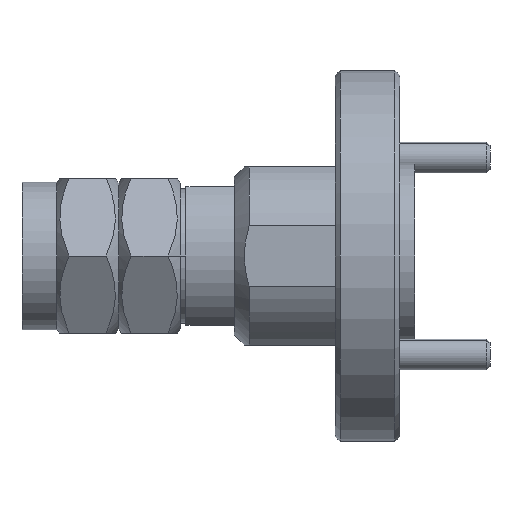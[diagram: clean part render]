
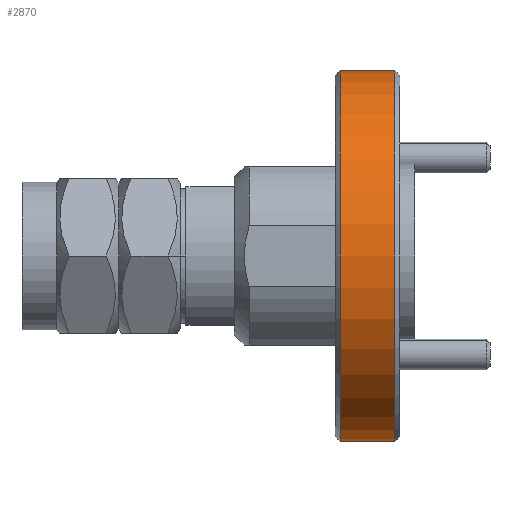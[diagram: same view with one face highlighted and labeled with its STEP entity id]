
A CAD part, front view. The second image highlights one B-rep face of the part: STEP entity #2870.
In plain terms, the highlighted cylindrical face has radius 9.525 mm (diameter 19.05 mm), a partial arc.
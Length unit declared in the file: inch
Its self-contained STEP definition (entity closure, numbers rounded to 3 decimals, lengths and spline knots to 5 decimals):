
#26 = VERTEX_POINT ( 'NONE', #2765 ) ;
#87 = DIRECTION ( 'NONE',  ( -1., 0., 0. ) ) ;
#106 = ORIENTED_EDGE ( 'NONE', *, *, #1842, .T. ) ;
#166 = CARTESIAN_POINT ( 'NONE',  ( 0.01, 0., 0. ) ) ;
#235 = VECTOR ( 'NONE', #87, 39.37008 ) ;
#247 = ORIENTED_EDGE ( 'NONE', *, *, #613, .T. ) ;
#296 = CARTESIAN_POINT ( 'NONE',  ( 0.12, 0., 0. ) ) ;
#341 = EDGE_CURVE ( 'NONE', #3254, #1410, #766, .T. ) ;
#391 = DIRECTION ( 'NONE',  ( -1., 0., 0. ) ) ;
#575 = CARTESIAN_POINT ( 'NONE',  ( 0.01, 0., 0.375 ) ) ;
#612 = CARTESIAN_POINT ( 'NONE',  ( -0.69298, 0., -0.375 ) ) ;
#613 = EDGE_CURVE ( 'NONE', #3254, #26, #3408, .T. ) ;
#685 = DIRECTION ( 'NONE',  ( 0., 0., 1. ) ) ;
#766 = LINE ( 'NONE', #612, #1801 ) ;
#1022 = DIRECTION ( 'NONE',  ( -1., 0., 0. ) ) ;
#1174 = CARTESIAN_POINT ( 'NONE',  ( 0.12, 0., -0.375 ) ) ;
#1205 = ORIENTED_EDGE ( 'NONE', *, *, #1305, .F. ) ;
#1305 = EDGE_CURVE ( 'NONE', #1410, #2633, #3293, .T. ) ;
#1410 = VERTEX_POINT ( 'NONE', #1693 ) ;
#1693 = CARTESIAN_POINT ( 'NONE',  ( 0.01, 0., -0.375 ) ) ;
#1773 = AXIS2_PLACEMENT_3D ( 'NONE', #166, #1022, #3486 ) ;
#1795 = DIRECTION ( 'NONE',  ( -1., 0., 0. ) ) ;
#1801 = VECTOR ( 'NONE', #2992, 39.37008 ) ;
#1842 = EDGE_CURVE ( 'NONE', #26, #2633, #3712, .T. ) ;
#1871 = CARTESIAN_POINT ( 'NONE',  ( -0.69298, 0., 0.375 ) ) ;
#2291 = EDGE_LOOP ( 'NONE', ( #3031, #247, #106, #1205 ) ) ;
#2615 = AXIS2_PLACEMENT_3D ( 'NONE', #296, #1795, #2671 ) ;
#2633 = VERTEX_POINT ( 'NONE', #575 ) ;
#2671 = DIRECTION ( 'NONE',  ( 0., 0., 1. ) ) ;
#2765 = CARTESIAN_POINT ( 'NONE',  ( 0.12, 0., 0.375 ) ) ;
#2870 = ADVANCED_FACE ( 'NONE', ( #2956 ), #3389, .T. ) ;
#2956 = FACE_OUTER_BOUND ( 'NONE', #2291, .T. ) ;
#2992 = DIRECTION ( 'NONE',  ( -1., 0., 0. ) ) ;
#3031 = ORIENTED_EDGE ( 'NONE', *, *, #341, .F. ) ;
#3084 = CARTESIAN_POINT ( 'NONE',  ( -0.69298, 0., 0. ) ) ;
#3254 = VERTEX_POINT ( 'NONE', #1174 ) ;
#3293 = CIRCLE ( 'NONE', #1773, 0.375 ) ;
#3320 = AXIS2_PLACEMENT_3D ( 'NONE', #3084, #391, #685 ) ;
#3389 = CYLINDRICAL_SURFACE ( 'NONE', #3320, 0.375 ) ;
#3408 = CIRCLE ( 'NONE', #2615, 0.375 ) ;
#3486 = DIRECTION ( 'NONE',  ( 0., 0., -1. ) ) ;
#3712 = LINE ( 'NONE', #1871, #235 ) ;
